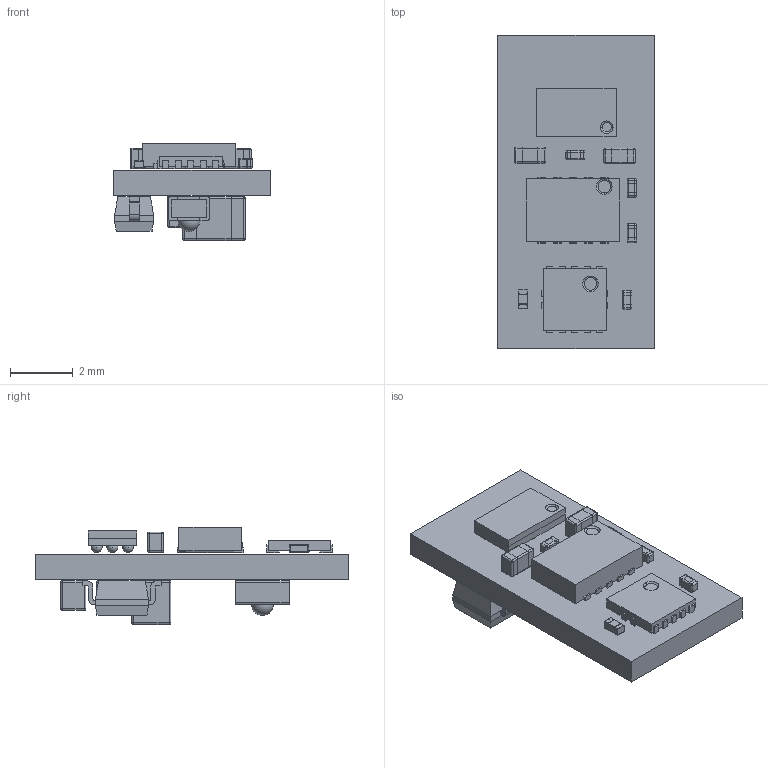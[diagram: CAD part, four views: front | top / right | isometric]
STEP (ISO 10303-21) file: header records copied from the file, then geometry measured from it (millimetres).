
FILE_DESCRIPTION(('KiCad electronic assembly'),'2;1');
FILE_NAME('Miniscope-v4-Rigid-Flex-LED.step','2019-10-03T22:34:45',( 'An Author'),('A Company'),'Open CASCADE STEP processor 6.9', 'KiCad to STEP converter','Unknown');
FILE_SCHEMA(('AUTOMOTIVE_DESIGN { 1 0 10303 214 1 1 1 1 }'));
Length unit declared in the file: millimetre
Products named in the file (24): Open CASCADE STEP translator 6.9 1; C_0805_2012Metric_L; COMPOUND; R_0201_0603Metric_ERJ_L; QFN_14_P40_200X200X40L40X20L; SON_11_P50_300X200X80L40X25T239X64L; L_0603_1608Metric_L; C_0201_0603Metric_L; C_0603_1608Metric_L; SOD_323_250X125X110L30X32L; LED_LXZ1_PR01_L; C_0402_1005Metric_L; BGA_15_NP50_3X5_155X255X69B31N; SOLID
Assembly tree (27 placements, depth 3):
  Open CASCADE STEP translator 6.9 1
    C_0805_2012Metric_L
      COMPOUND
    R_0201_0603Metric_ERJ_L
      COMPOUND
    QFN_14_P40_200X200X40L40X20L
      COMPOUND
    SON_11_P50_300X200X80L40X25T239X64L
      COMPOUND
    L_0603_1608Metric_L
      COMPOUND
    C_0201_0603Metric_L  x4
      COMPOUND
    C_0603_1608Metric_L
      COMPOUND
    SOD_323_250X125X110L30X32L
      COMPOUND
    LED_LXZ1_PR01_L
      COMPOUND
    C_0402_1005Metric_L  x2
      COMPOUND
    BGA_15_NP50_3X5_155X255X69B31N
      COMPOUND
    SOLID
Bounding box: 5 x 10 x 3.1 mm (x, y, z)
Volume: 59 mm3; surface area: 281 mm2
Topology: 84 solids, 84 shells, 876 faces, 2030 edges, 1213 vertices
Faces by surface type: plane 507, cylinder 252, sphere 111, torus 6
Entity records: 48718 total; most frequent: CARTESIAN_POINT 11186, DIRECTION 6092, LINE 3844, VECTOR 3844, ORIENTED_EDGE 3070, PCURVE 3070, DEFINITIONAL_REPRESENTATION 3070, EDGE_CURVE 1535
